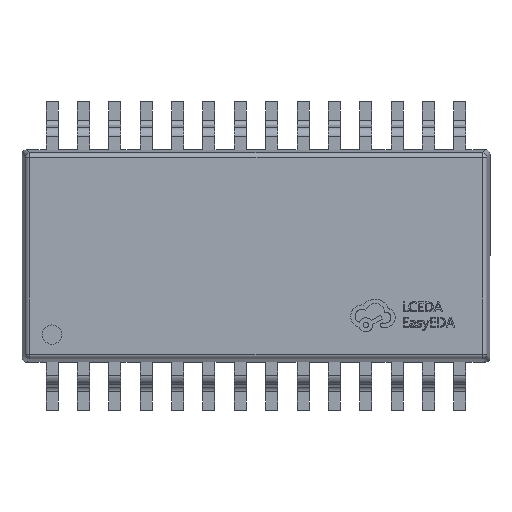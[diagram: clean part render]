
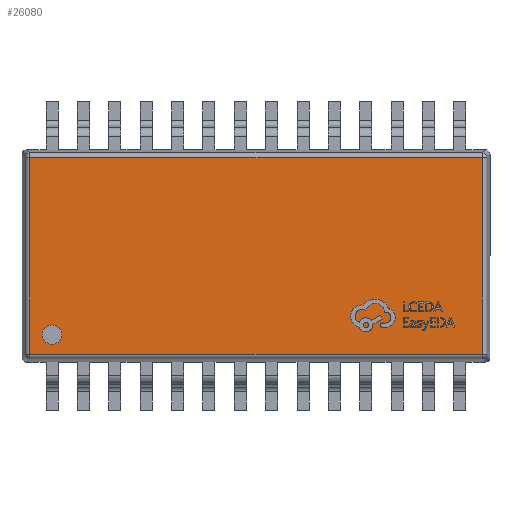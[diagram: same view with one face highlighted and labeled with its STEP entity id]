
A CAD part, top view. The second image highlights one B-rep face of the part: STEP entity #26080.
In plain terms, the highlighted planar face has unit normal (0, 0, 1).
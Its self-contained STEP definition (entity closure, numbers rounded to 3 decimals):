
#369 = ORIENTED_EDGE ( 'NONE', *, *, #31286, .T. ) ;
#733 = DIRECTION ( 'NONE',  ( 1., 0., 0. ) ) ;
#2169 = CARTESIAN_POINT ( 'NONE',  ( 4.686, 2.036, 0.55 ) ) ;
#2430 = CARTESIAN_POINT ( 'NONE',  ( 4.773, -2.036, 0.55 ) ) ;
#2513 = AXIS2_PLACEMENT_3D ( 'NONE', #9332, #6871, #11776 ) ;
#3093 = VERTEX_POINT ( 'NONE', #4789 ) ;
#3324 = FACE_BOUND ( 'NONE', #21912, .T. ) ;
#4789 = CARTESIAN_POINT ( 'NONE',  ( -4.686, -2.036, 0.55 ) ) ;
#5051 = DIRECTION ( 'NONE',  ( 1., 0., 0. ) ) ;
#6069 = VERTEX_POINT ( 'NONE', #2169 ) ;
#6082 = VECTOR ( 'NONE', #5051, 1000. ) ;
#6529 = DIRECTION ( 'NONE',  ( 0., 1., 0. ) ) ;
#6871 = DIRECTION ( 'NONE',  ( 0., 0., 1. ) ) ;
#7047 = CARTESIAN_POINT ( 'NONE',  ( 4.686, 2.123, 0.55 ) ) ;
#7468 = CARTESIAN_POINT ( 'NONE',  ( -4.229, -1.632, 0.55 ) ) ;
#8717 = VERTEX_POINT ( 'NONE', #23569 ) ;
#9332 = CARTESIAN_POINT ( 'NONE',  ( -4.229, -1.632, 0.55 ) ) ;
#9456 = VECTOR ( 'NONE', #6529, 1000. ) ;
#10091 = VECTOR ( 'NONE', #27209, 1000. ) ;
#10264 = ORIENTED_EDGE ( 'NONE', *, *, #18711, .T. ) ;
#10341 = CIRCLE ( 'NONE', #2513, 0.2 ) ;
#10482 = LINE ( 'NONE', #2430, #6082 ) ;
#10756 = LINE ( 'NONE', #24616, #10091 ) ;
#11776 = DIRECTION ( 'NONE',  ( 1., 0., 0. ) ) ;
#12459 = LINE ( 'NONE', #7047, #9456 ) ;
#14018 = DIRECTION ( 'NONE',  ( 0., 0., 1. ) ) ;
#14848 = VERTEX_POINT ( 'NONE', #21352 ) ;
#16642 = EDGE_CURVE ( 'NONE', #14848, #8717, #29121, .T. ) ;
#17897 = ORIENTED_EDGE ( 'NONE', *, *, #26972, .T. ) ;
#18159 = DIRECTION ( 'NONE',  ( 0., -1., 0. ) ) ;
#18711 = EDGE_CURVE ( 'NONE', #26772, #6069, #12459, .T. ) ;
#19061 = FACE_OUTER_BOUND ( 'NONE', #30326, .T. ) ;
#19403 = PLANE ( 'NONE',  #20003 ) ;
#20003 = AXIS2_PLACEMENT_3D ( 'NONE', #30309, #14018, #733 ) ;
#21352 = CARTESIAN_POINT ( 'NONE',  ( -4.429, -1.632, 0.55 ) ) ;
#21912 = EDGE_LOOP ( 'NONE', ( #22114, #23099 ) ) ;
#21942 = AXIS2_PLACEMENT_3D ( 'NONE', #7468, #31285, #23470 ) ;
#22114 = ORIENTED_EDGE ( 'NONE', *, *, #29137, .F. ) ;
#23099 = ORIENTED_EDGE ( 'NONE', *, *, #16642, .F. ) ;
#23470 = DIRECTION ( 'NONE',  ( 1., 0., 0. ) ) ;
#23569 = CARTESIAN_POINT ( 'NONE',  ( -4.029, -1.632, 0.55 ) ) ;
#23829 = EDGE_CURVE ( 'NONE', #26585, #3093, #31168, .T. ) ;
#24616 = CARTESIAN_POINT ( 'NONE',  ( -4.773, 2.036, 0.55 ) ) ;
#25307 = VECTOR ( 'NONE', #18159, 1000. ) ;
#25876 = CARTESIAN_POINT ( 'NONE',  ( -4.686, 2.036, 0.55 ) ) ;
#26080 = ADVANCED_FACE ( 'NONE', ( #19061, #3324 ), #19403, .T. ) ;
#26413 = ORIENTED_EDGE ( 'NONE', *, *, #23829, .T. ) ;
#26585 = VERTEX_POINT ( 'NONE', #25876 ) ;
#26772 = VERTEX_POINT ( 'NONE', #33017 ) ;
#26972 = EDGE_CURVE ( 'NONE', #6069, #26585, #10756, .T. ) ;
#27209 = DIRECTION ( 'NONE',  ( -1., 0., 0. ) ) ;
#28398 = CARTESIAN_POINT ( 'NONE',  ( -4.686, -2.123, 0.55 ) ) ;
#29121 = CIRCLE ( 'NONE', #21942, 0.2 ) ;
#29137 = EDGE_CURVE ( 'NONE', #8717, #14848, #10341, .T. ) ;
#30309 = CARTESIAN_POINT ( 'NONE',  ( 0., 0., 0.55 ) ) ;
#30326 = EDGE_LOOP ( 'NONE', ( #369, #10264, #17897, #26413 ) ) ;
#31168 = LINE ( 'NONE', #28398, #25307 ) ;
#31285 = DIRECTION ( 'NONE',  ( 0., 0., 1. ) ) ;
#31286 = EDGE_CURVE ( 'NONE', #3093, #26772, #10482, .T. ) ;
#33017 = CARTESIAN_POINT ( 'NONE',  ( 4.686, -2.036, 0.55 ) ) ;
